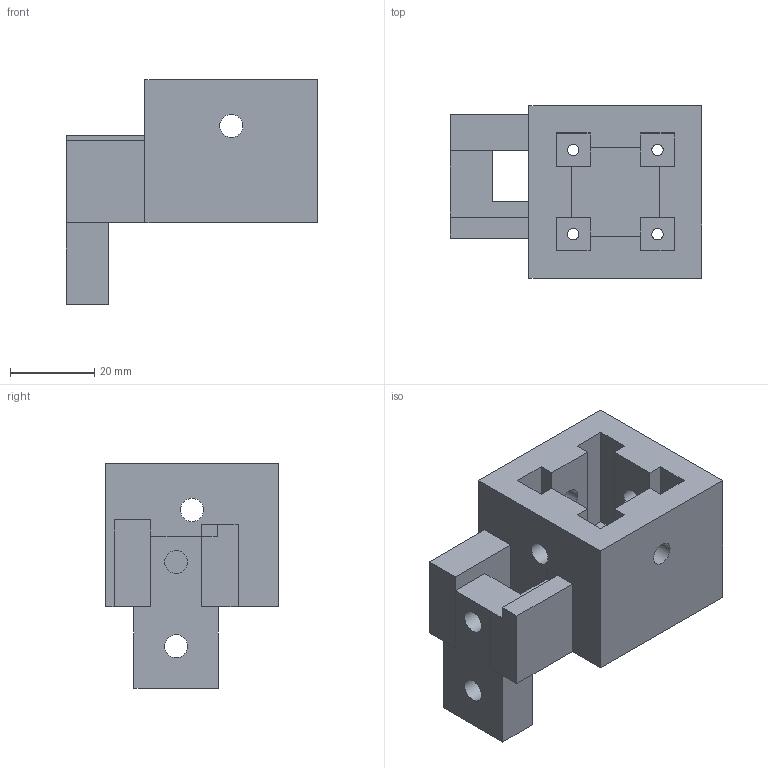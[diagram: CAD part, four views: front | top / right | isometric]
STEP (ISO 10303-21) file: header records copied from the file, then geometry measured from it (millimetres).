
FILE_DESCRIPTION(/* description */ (''),/* implementation_level */ '2;1');
FILE_NAME(/* name */ 'Y carriage.step',/* time_stamp */ '2026-01-28T19:30:15+11:00',/* author */ (''),/* organization */ (''),/* preprocessor_version */ 'ST-DEVELOPER v20.1',/* originating_system */ 'Autodesk Translation Framework v14.24.0.0',/* authorisation */ '');
FILE_SCHEMA (('AUTOMOTIVE_DESIGN { 1 0 10303 214 3 1 1 }'));
Length unit declared in the file: millimetre
Products named in the file (1): Y carriage
Bounding box: 59.67 x 41 x 53.35 mm (x, y, z)
Volume: 53918.2 mm3; surface area: 17108.4 mm2
Topology: 1 solids, 1 shells, 58 faces, 171 edges, 114 vertices
Faces by surface type: plane 48, cylinder 10
Full cylindrical faces by diameter (mm): 2.7 x4, 5.5 x6
Entity records: 1992 total; most frequent: CARTESIAN_POINT 344, ORIENTED_EDGE 342, DIRECTION 309, EDGE_CURVE 171, LINE 151, VECTOR 151, VERTEX_POINT 114, EDGE_LOOP 79
